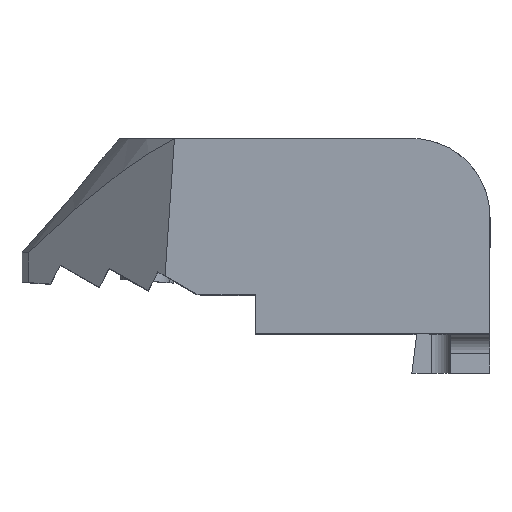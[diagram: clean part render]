
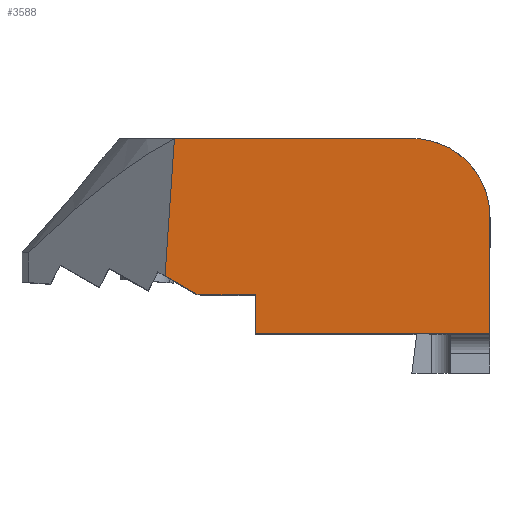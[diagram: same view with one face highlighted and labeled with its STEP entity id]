
A CAD part, top view. The second image highlights one B-rep face of the part: STEP entity #3588.
In plain terms, the highlighted planar face has unit normal (0, -0.052, 0.999).
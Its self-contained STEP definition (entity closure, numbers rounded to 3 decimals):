
#8 = EDGE_CURVE ( 'NONE', #976, #10, #2506, .T. ) ;
#10 = VERTEX_POINT ( 'NONE', #2501 ) ;
#584 = LINE ( 'NONE', #596, #589 ) ;
#589 = VECTOR ( 'NONE', #598, 1000. ) ;
#596 = CARTESIAN_POINT ( 'NONE',  ( 7.371, -8.97, 9.53 ) ) ;
#598 = DIRECTION ( 'NONE',  ( -0.998, 0.07, 0.004 ) ) ;
#774 = DIRECTION ( 'NONE',  ( 0., -0.999, -0.052 ) ) ;
#775 = DIRECTION ( 'NONE',  ( 0., -0.052, 0.999 ) ) ;
#776 = CARTESIAN_POINT ( 'NONE',  ( 8., 0., 10. ) ) ;
#777 = AXIS2_PLACEMENT_3D ( 'NONE', #776, #775, #774 ) ;
#778 = PLANE ( 'NONE',  #777 ) ;
#779 = FACE_OUTER_BOUND ( 'NONE', #3576, .T. ) ;
#791 = CARTESIAN_POINT ( 'NONE',  ( -7., -7.965, 9.583 ) ) ;
#792 = DIRECTION ( 'NONE',  ( -0.868, 0.496, 0.026 ) ) ;
#793 = VECTOR ( 'NONE', #792, 1000. ) ;
#794 = CARTESIAN_POINT ( 'NONE',  ( 0.865, -12.457, 9.347 ) ) ;
#795 = LINE ( 'NONE', #794, #793 ) ;
#828 = CARTESIAN_POINT ( 'NONE',  ( 8., 0., 10. ) ) ;
#830 = LINE ( 'NONE', #828, #879 ) ;
#831 = CARTESIAN_POINT ( 'NONE',  ( 8., -4., 9.79 ) ) ;
#859 = DIRECTION ( 'NONE',  ( 0., 0.999, 0.052 ) ) ;
#879 = VECTOR ( 'NONE', #859, 1000. ) ;
#976 = VERTEX_POINT ( 'NONE', #1769 ) ;
#1013 = VERTEX_POINT ( 'NONE', #2604 ) ;
#1015 = EDGE_CURVE ( 'NONE', #1013, #1016, #2601, .T. ) ;
#1016 = VERTEX_POINT ( 'NONE', #2597 ) ;
#1187 = VERTEX_POINT ( 'NONE', #3224 ) ;
#1193 = VERTEX_POINT ( 'NONE', #3223 ) ;
#1199 = EDGE_CURVE ( 'NONE', #1187, #1193, #3221, .T. ) ;
#1234 = EDGE_CURVE ( 'NONE', #1187, #1013, #3272, .T. ) ;
#1769 = CARTESIAN_POINT ( 'NONE',  ( -8.155, 0., 10. ) ) ;
#2501 = CARTESIAN_POINT ( 'NONE',  ( 4., 0., 10. ) ) ;
#2503 = DIRECTION ( 'NONE',  ( 1., 0., 0. ) ) ;
#2504 = VECTOR ( 'NONE', #2503, 1000. ) ;
#2505 = CARTESIAN_POINT ( 'NONE',  ( 8., 0., 10. ) ) ;
#2506 = LINE ( 'NONE', #2505, #2504 ) ;
#2597 = CARTESIAN_POINT ( 'NONE',  ( -6.5, -8., 9.581 ) ) ;
#2598 = DIRECTION ( 'NONE',  ( -1., 0., 0. ) ) ;
#2599 = VECTOR ( 'NONE', #2598, 1000. ) ;
#2600 = CARTESIAN_POINT ( 'NONE',  ( 8., -8., 9.581 ) ) ;
#2601 = LINE ( 'NONE', #2600, #2599 ) ;
#2604 = CARTESIAN_POINT ( 'NONE',  ( -4., -8., 9.581 ) ) ;
#3218 = DIRECTION ( 'NONE',  ( 1., 0., 0. ) ) ;
#3219 = VECTOR ( 'NONE', #3218, 1000. ) ;
#3220 = CARTESIAN_POINT ( 'NONE',  ( 8., -10., 9.476 ) ) ;
#3221 = LINE ( 'NONE', #3220, #3219 ) ;
#3223 = CARTESIAN_POINT ( 'NONE',  ( 8., -10., 9.476 ) ) ;
#3224 = CARTESIAN_POINT ( 'NONE',  ( -4., -10., 9.476 ) ) ;
#3269 = DIRECTION ( 'NONE',  ( 0., 0.999, 0.052 ) ) ;
#3270 = VECTOR ( 'NONE', #3269, 1000. ) ;
#3271 = CARTESIAN_POINT ( 'NONE',  ( -4., 0., 10. ) ) ;
#3272 = LINE ( 'NONE', #3271, #3270 ) ;
#3473 = CARTESIAN_POINT ( 'NONE',  ( 8., -4., 9.79 ) ) ;
#3502 = CARTESIAN_POINT ( 'NONE',  ( 6.343, 0., 10. ) ) ;
#3503 = CARTESIAN_POINT ( 'NONE',  ( 8., -1.657, 9.913 ) ) ;
#3520 = CARTESIAN_POINT ( 'NONE',  ( 4., 0., 10. ) ) ;
#3523 =( BOUNDED_CURVE ( )  B_SPLINE_CURVE ( 3, ( #3473, #3503, #3502, #3520 ),
 .UNSPECIFIED., .F., .T. ) 
 B_SPLINE_CURVE_WITH_KNOTS ( ( 4, 4 ),
 ( 1.571, 3.142 ),
 .UNSPECIFIED. ) 
 CURVE ( )  GEOMETRIC_REPRESENTATION_ITEM ( )  RATIONAL_B_SPLINE_CURVE ( ( 1., 0.805, 0.805, 1. ) ) 
 REPRESENTATION_ITEM ( '' )  );
#3527 = ORIENTED_EDGE ( 'NONE', *, *, #1015, .F. ) ;
#3528 = ORIENTED_EDGE ( 'NONE', *, *, #1234, .F. ) ;
#3556 = ORIENTED_EDGE ( 'NONE', *, *, #1199, .T. ) ;
#3557 = ORIENTED_EDGE ( 'NONE', *, *, #3598, .T. ) ;
#3560 = ORIENTED_EDGE ( 'NONE', *, *, #3561, .F. ) ;
#3561 = EDGE_CURVE ( 'NONE', #1016, #3580, #584, .T. ) ;
#3576 = EDGE_LOOP ( 'NONE', ( #3577, #3560, #3527, #3528, #3556, #3557, #3690, #3742, #3688 ) ) ;
#3577 = ORIENTED_EDGE ( 'NONE', *, *, #3579, .F. ) ;
#3579 = EDGE_CURVE ( 'NONE', #3580, #5539, #795, .T. ) ;
#3580 = VERTEX_POINT ( 'NONE', #791 ) ;
#3588 = ADVANCED_FACE ( 'NONE', ( #779 ), #778, .T. ) ;
#3596 = VERTEX_POINT ( 'NONE', #831 ) ;
#3598 = EDGE_CURVE ( 'NONE', #1193, #3596, #830, .T. ) ;
#3688 = ORIENTED_EDGE ( 'NONE', *, *, #5534, .F. ) ;
#3690 = ORIENTED_EDGE ( 'NONE', *, *, #3734, .T. ) ;
#3734 = EDGE_CURVE ( 'NONE', #3596, #10, #3523, .T. ) ;
#3742 = ORIENTED_EDGE ( 'NONE', *, *, #8, .F. ) ;
#4064 = VECTOR ( 'NONE', #4066, 1000. ) ;
#4065 = LINE ( 'NONE', #4067, #4064 ) ;
#4066 = DIRECTION ( 'NONE',  ( 0.068, 0.996, 0.052 ) ) ;
#4067 = CARTESIAN_POINT ( 'NONE',  ( -8.831, -9.927, 9.48 ) ) ;
#4071 = CARTESIAN_POINT ( 'NONE',  ( -8.634, -7.032, 9.631 ) ) ;
#5534 = EDGE_CURVE ( 'NONE', #5539, #976, #4065, .T. ) ;
#5539 = VERTEX_POINT ( 'NONE', #4071 ) ;
